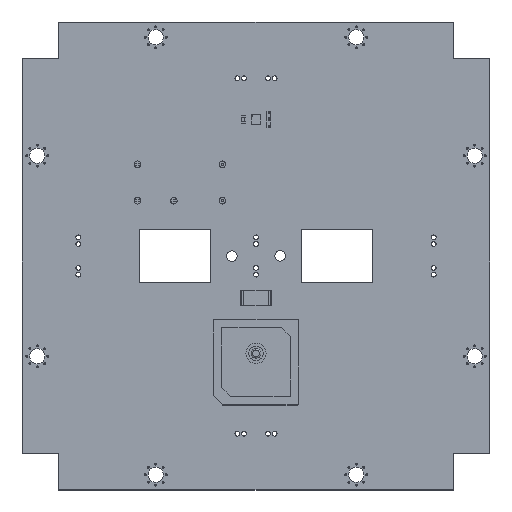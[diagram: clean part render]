
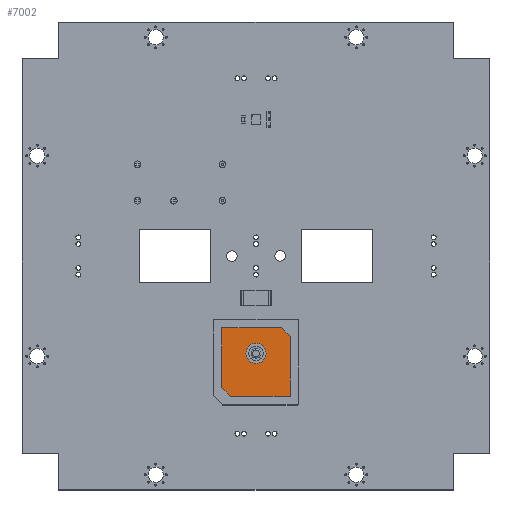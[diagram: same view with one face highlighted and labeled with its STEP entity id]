
A CAD part, top view. The second image highlights one B-rep face of the part: STEP entity #7002.
In plain terms, the highlighted face is planar.
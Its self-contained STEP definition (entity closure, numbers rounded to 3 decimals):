
#6781 = VERTEX_POINT('',#6782);
#6782 = CARTESIAN_POINT('',(0.,4.4,3.925));
#6788 = EDGE_CURVE('',#6789,#6781,#6791,.T.);
#6789 = VERTEX_POINT('',#6790);
#6790 = CARTESIAN_POINT('',(0.,4.4,-0.325));
#6791 = CIRCLE('',#6792,2.125);
#6792 = AXIS2_PLACEMENT_3D('',#6793,#6794,#6795);
#6793 = CARTESIAN_POINT('',(0.,4.4,1.8));
#6794 = DIRECTION('',(0.,1.,0.));
#6795 = DIRECTION('',(0.,-0.,1.));
#6831 = VERTEX_POINT('',#6832);
#6832 = CARTESIAN_POINT('',(-7.175,4.4,5.375));
#6838 = EDGE_CURVE('',#6839,#6831,#6841,.T.);
#6839 = VERTEX_POINT('',#6840);
#6840 = CARTESIAN_POINT('',(-7.175,4.4,-7.175));
#6841 = LINE('',#6842,#6843);
#6842 = CARTESIAN_POINT('',(-7.175,4.4,5.375));
#6843 = VECTOR('',#6844,1.);
#6844 = DIRECTION('',(-0.,-0.,1.));
#6869 = VERTEX_POINT('',#6870);
#6870 = CARTESIAN_POINT('',(-5.375,4.4,7.175));
#6876 = EDGE_CURVE('',#6831,#6869,#6877,.T.);
#6877 = LINE('',#6878,#6879);
#6878 = CARTESIAN_POINT('',(-7.175,4.4,5.375));
#6879 = VECTOR('',#6880,1.);
#6880 = DIRECTION('',(0.707,0.,0.707));
#6900 = VERTEX_POINT('',#6901);
#6901 = CARTESIAN_POINT('',(7.175,4.4,7.175));
#6907 = EDGE_CURVE('',#6869,#6900,#6908,.T.);
#6908 = LINE('',#6909,#6910);
#6909 = CARTESIAN_POINT('',(-5.375,4.4,7.175));
#6910 = VECTOR('',#6911,1.);
#6911 = DIRECTION('',(1.,0.,0.));
#6931 = VERTEX_POINT('',#6932);
#6932 = CARTESIAN_POINT('',(7.175,4.4,-5.375));
#6938 = EDGE_CURVE('',#6900,#6931,#6939,.T.);
#6939 = LINE('',#6940,#6941);
#6940 = CARTESIAN_POINT('',(7.175,4.4,7.175));
#6941 = VECTOR('',#6942,1.);
#6942 = DIRECTION('',(0.,0.,-1.));
#6962 = VERTEX_POINT('',#6963);
#6963 = CARTESIAN_POINT('',(5.375,4.4,-7.175));
#6969 = EDGE_CURVE('',#6931,#6962,#6970,.T.);
#6970 = LINE('',#6971,#6972);
#6971 = CARTESIAN_POINT('',(5.375,4.4,-7.175));
#6972 = VECTOR('',#6973,1.);
#6973 = DIRECTION('',(-0.707,-0.,-0.707));
#6991 = EDGE_CURVE('',#6962,#6839,#6992,.T.);
#6992 = LINE('',#6993,#6994);
#6993 = CARTESIAN_POINT('',(-7.175,4.4,-7.175));
#6994 = VECTOR('',#6995,1.);
#6995 = DIRECTION('',(-1.,-0.,-0.));
#7002 = ADVANCED_FACE('',(#7003,#7013),#7021,.T.);
#7003 = FACE_BOUND('',#7004,.T.);
#7004 = EDGE_LOOP('',(#7005,#7012));
#7005 = ORIENTED_EDGE('',*,*,#7006,.F.);
#7006 = EDGE_CURVE('',#6781,#6789,#7007,.T.);
#7007 = CIRCLE('',#7008,2.125);
#7008 = AXIS2_PLACEMENT_3D('',#7009,#7010,#7011);
#7009 = CARTESIAN_POINT('',(0.,4.4,1.8));
#7010 = DIRECTION('',(0.,1.,0.));
#7011 = DIRECTION('',(0.,-0.,1.));
#7012 = ORIENTED_EDGE('',*,*,#6788,.F.);
#7013 = FACE_BOUND('',#7014,.T.);
#7014 = EDGE_LOOP('',(#7015,#7016,#7017,#7018,#7019,#7020));
#7015 = ORIENTED_EDGE('',*,*,#6991,.T.);
#7016 = ORIENTED_EDGE('',*,*,#6838,.T.);
#7017 = ORIENTED_EDGE('',*,*,#6876,.T.);
#7018 = ORIENTED_EDGE('',*,*,#6907,.T.);
#7019 = ORIENTED_EDGE('',*,*,#6938,.T.);
#7020 = ORIENTED_EDGE('',*,*,#6969,.T.);
#7021 = PLANE('',#7022);
#7022 = AXIS2_PLACEMENT_3D('',#7023,#7024,#7025);
#7023 = CARTESIAN_POINT('',(0.,4.4,0.));
#7024 = DIRECTION('',(-0.,1.,0.));
#7025 = DIRECTION('',(0.,0.,1.));
